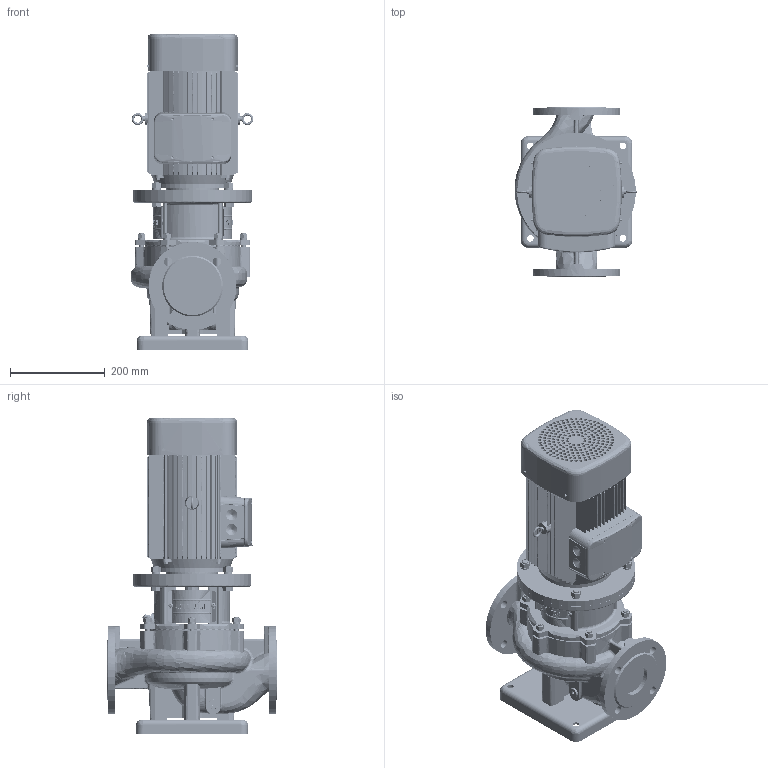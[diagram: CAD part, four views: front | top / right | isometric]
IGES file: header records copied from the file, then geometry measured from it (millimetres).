
Global section: file name: 015P2021 (RV 65-2602); native system: AutoCAD 2021 — Русский (Russian),62HAutod; preprocessor: esk Translation Framework DWG producer (atf_dwg_producer); organization: unknown; date: 20230328.213027; units: millimetre
Bounding box: 258.31 x 360 x 666.5 mm (x, y, z)
Volume: 19408558 mm3; surface area: 1674195.6 mm2
Topology: 53 solids, 54 shells, 4169 faces, 12193 edges, 8654 vertices
Faces by surface type: bspline 4059, revolution 110
